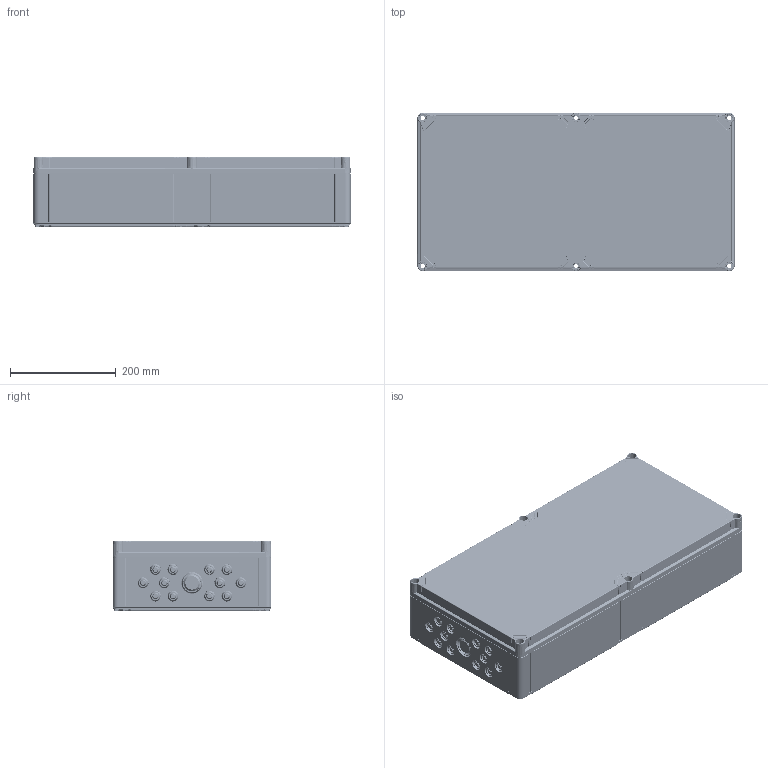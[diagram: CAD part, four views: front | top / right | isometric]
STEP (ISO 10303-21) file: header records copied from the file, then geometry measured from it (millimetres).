
FILE_DESCRIPTION((''),'2;1');
FILE_NAME('OPCM306013T_ASM','2010-04-19T',('pasi_koskela'),(''),'PRO/ENGINEER BY PARAMETRIC TECHNOLOGY CORPORATION, 2008250','PRO/ENGINEER BY PARAMETRIC TECHNOLOGY CORPORATION, 2008250','');
FILE_SCHEMA(('AUTOMOTIVE_DESIGN_CC2 { 1 2 10303 214 -1 1 5 2 }'));
Products named in the file (3): OPCM306010B; OPCT306003L; OPCM306013T_ASM
Assembly tree (2 placements, depth 2):
  OPCM306013T_ASM
    OPCM306010B
    OPCT306003L
Bounding box: 600 x 300 x 132 mm (x, y, z)
Volume: 2554900.4 mm3; surface area: 1379291.6 mm2
Topology: 2 solids, 2 shells, 6712 faces, 16873 edges, 10431 vertices
Faces by surface type: plane 2573, cylinder 1507, cone 1196, torus 888, bspline 507, sphere 41
Entity records: 288340 total; most frequent: CARTESIAN_POINT 80497, ORIENTED_EDGE 33692, DIRECTION 31971, PRESENTATION_STYLE_ASSIGNMENT 16848, STYLED_ITEM 16848, CURVE_STYLE 16846, EDGE_CURVE 16846, AXIS2_PLACEMENT_3D 11800
